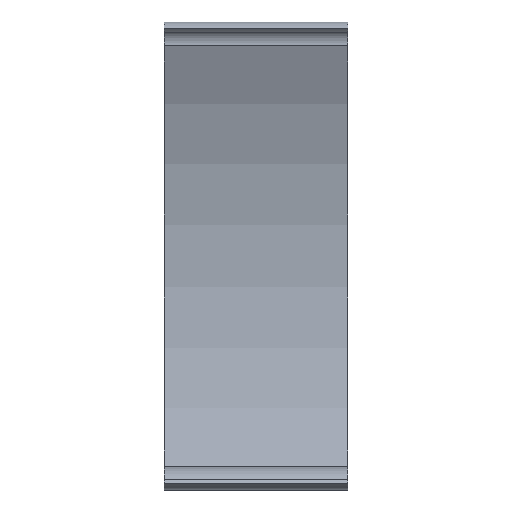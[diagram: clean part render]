
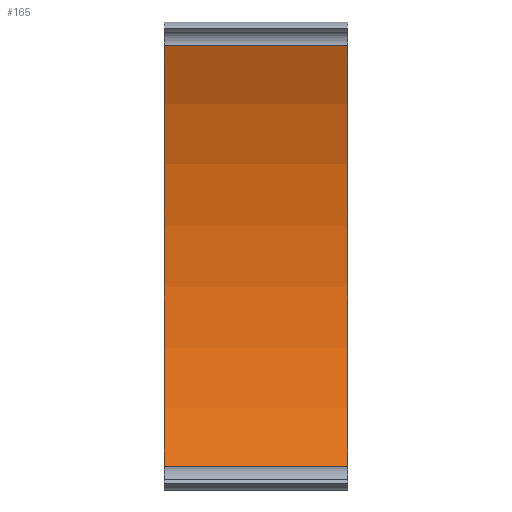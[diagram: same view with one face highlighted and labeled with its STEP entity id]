
A CAD part, left-side view. The second image highlights one B-rep face of the part: STEP entity #165.
In plain terms, the highlighted cylindrical face has radius 86.5 mm (diameter 173 mm), a partial arc.
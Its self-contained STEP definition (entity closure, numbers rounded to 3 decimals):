
#17=FACE_OUTER_BOUND('',#27,.T.);
#27=EDGE_LOOP('',(#109,#110,#111,#112));
#37=LINE('',#292,#45);
#38=LINE('',#295,#46);
#45=VECTOR('',#230,10.);
#46=VECTOR('',#233,10.);
#53=CIRCLE('',#199,86.5);
#54=CIRCLE('',#200,86.5);
#69=VERTEX_POINT('',#288);
#70=VERTEX_POINT('',#289);
#71=VERTEX_POINT('',#291);
#72=VERTEX_POINT('',#293);
#85=EDGE_CURVE('',#69,#70,#53,.T.);
#86=EDGE_CURVE('',#70,#71,#37,.T.);
#87=EDGE_CURVE('',#72,#71,#54,.T.);
#88=EDGE_CURVE('',#69,#72,#38,.T.);
#109=ORIENTED_EDGE('',*,*,#85,.T.);
#110=ORIENTED_EDGE('',*,*,#86,.T.);
#111=ORIENTED_EDGE('',*,*,#87,.F.);
#112=ORIENTED_EDGE('',*,*,#88,.F.);
#157=CYLINDRICAL_SURFACE('',#198,86.5);
#165=ADVANCED_FACE('',(#17),#157,.F.);
#198=AXIS2_PLACEMENT_3D('',#287,#226,#227);
#199=AXIS2_PLACEMENT_3D('',#290,#228,#229);
#200=AXIS2_PLACEMENT_3D('',#294,#231,#232);
#226=DIRECTION('center_axis',(0.,1.,0.));
#227=DIRECTION('ref_axis',(-0.912,0.,-0.411));
#228=DIRECTION('center_axis',(0.,-1.,0.));
#229=DIRECTION('ref_axis',(-0.912,0.,-0.411));
#230=DIRECTION('',(0.,1.,0.));
#231=DIRECTION('center_axis',(0.,-1.,0.));
#232=DIRECTION('ref_axis',(-0.912,0.,-0.411));
#233=DIRECTION('',(0.,1.,0.));
#287=CARTESIAN_POINT('Origin',(-88.,0.,0.));
#288=CARTESIAN_POINT('',(-9.153,0.,-35.573));
#289=CARTESIAN_POINT('',(-9.153,0.,35.573));
#290=CARTESIAN_POINT('Origin',(-88.,0.,0.));
#291=CARTESIAN_POINT('',(-9.153,31.,35.573));
#292=CARTESIAN_POINT('',(-9.153,0.,35.573));
#293=CARTESIAN_POINT('',(-9.153,31.,-35.573));
#294=CARTESIAN_POINT('Origin',(-88.,31.,0.));
#295=CARTESIAN_POINT('',(-9.153,0.,-35.573));
